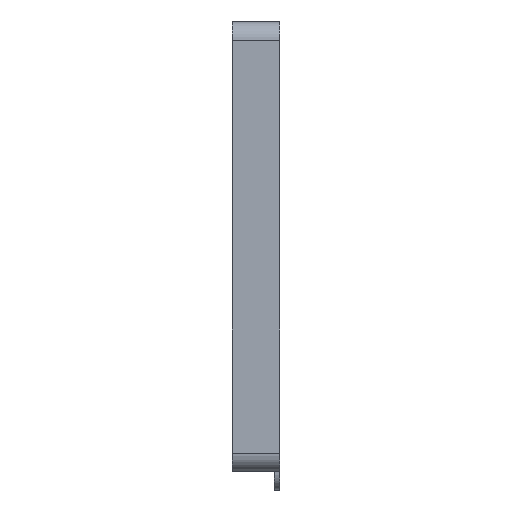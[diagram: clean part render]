
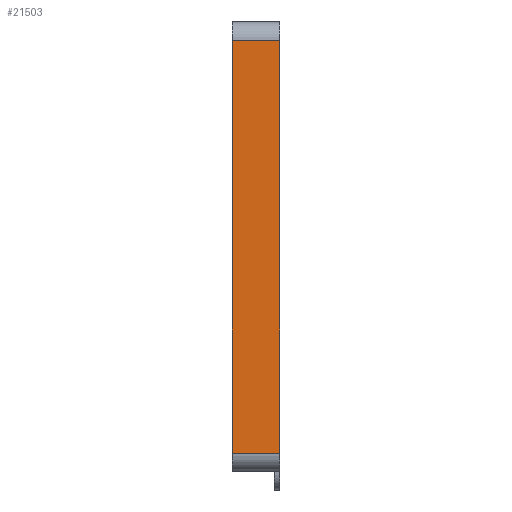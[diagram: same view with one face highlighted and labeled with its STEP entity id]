
A CAD part, left-side view. The second image highlights one B-rep face of the part: STEP entity #21503.
In plain terms, the highlighted planar face has unit normal (-1, 0, 0).
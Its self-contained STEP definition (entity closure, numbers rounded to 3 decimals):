
#2465=PLANE('',#22431);
#3369=FACE_OUTER_BOUND('',#4621,.T.);
#4621=EDGE_LOOP('',(#18393,#18394,#18395,#18396));
#6190=LINE('',#36810,#7960);
#6203=LINE('',#36858,#7973);
#6210=LINE('',#36873,#7980);
#6219=LINE('',#36901,#7989);
#7960=VECTOR('',#24570,10.);
#7973=VECTOR('',#24621,10.);
#7980=VECTOR('',#24632,10.);
#7989=VECTOR('',#24661,10.);
#10114=VERTEX_POINT('',#36796);
#10120=VERTEX_POINT('',#36808);
#10135=VERTEX_POINT('',#36854);
#10142=VERTEX_POINT('',#36872);
#12978=EDGE_CURVE('',#10120,#10114,#6190,.T.);
#12996=EDGE_CURVE('',#10114,#10135,#6203,.T.);
#13003=EDGE_CURVE('',#10135,#10142,#6210,.T.);
#13019=EDGE_CURVE('',#10142,#10120,#6219,.T.);
#18393=ORIENTED_EDGE('',*,*,#12996,.F.);
#18394=ORIENTED_EDGE('',*,*,#12978,.F.);
#18395=ORIENTED_EDGE('',*,*,#13019,.F.);
#18396=ORIENTED_EDGE('',*,*,#13003,.F.);
#21503=ADVANCED_FACE('',(#3369),#2465,.T.);
#22431=AXIS2_PLACEMENT_3D('',#36934,#24705,#24706);
#24570=DIRECTION('',(0.,0.,-1.));
#24621=DIRECTION('',(0.,1.,0.));
#24632=DIRECTION('',(0.,0.,1.));
#24661=DIRECTION('',(0.,-1.,0.));
#24705=DIRECTION('center_axis',(-1.,0.,0.));
#24706=DIRECTION('ref_axis',(0.,0.,1.));
#36796=CARTESIAN_POINT('',(-42.696,0.,-59.459));
#36808=CARTESIAN_POINT('',(-42.696,0.,52.97));
#36810=CARTESIAN_POINT('',(-42.696,0.,57.97));
#36854=CARTESIAN_POINT('',(-42.696,13.,-59.459));
#36858=CARTESIAN_POINT('',(-42.696,0.,-59.459));
#36872=CARTESIAN_POINT('',(-42.696,13.,52.97));
#36873=CARTESIAN_POINT('',(-42.696,13.,57.97));
#36901=CARTESIAN_POINT('',(-42.696,0.,52.97));
#36934=CARTESIAN_POINT('Origin',(-42.696,0.,-64.459));
